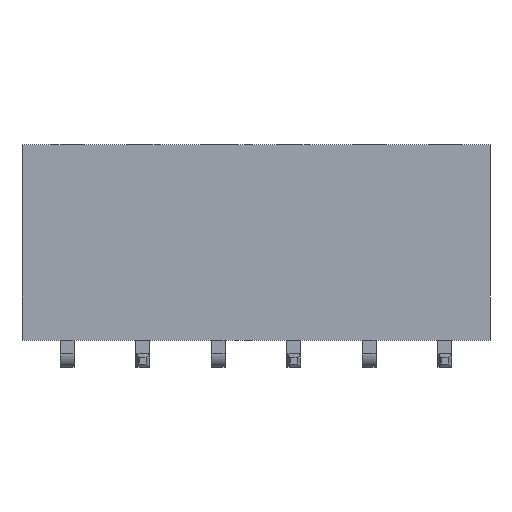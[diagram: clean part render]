
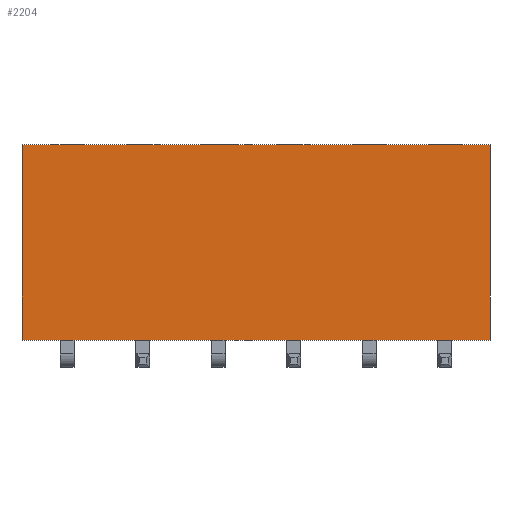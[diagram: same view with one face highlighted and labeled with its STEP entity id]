
A CAD part, front view. The second image highlights one B-rep face of the part: STEP entity #2204.
In plain terms, the highlighted planar face has unit normal (0, -1, 0).
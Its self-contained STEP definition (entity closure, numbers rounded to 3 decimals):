
#108=FACE_OUTER_BOUND('',#252,.T.);
#252=EDGE_LOOP('',(#1667,#1668,#1669,#1670));
#454=LINE('',#3279,#748);
#462=LINE('',#3294,#756);
#463=LINE('',#3296,#757);
#464=LINE('',#3297,#758);
#748=VECTOR('',#2670,10.);
#756=VECTOR('',#2682,10.);
#757=VECTOR('',#2685,10.);
#758=VECTOR('',#2686,10.);
#993=VERTEX_POINT('',#3275);
#995=VERTEX_POINT('',#3278);
#999=VERTEX_POINT('',#3290);
#1000=VERTEX_POINT('',#3292);
#1230=EDGE_CURVE('',#993,#995,#454,.T.);
#1238=EDGE_CURVE('',#999,#1000,#462,.T.);
#1239=EDGE_CURVE('',#999,#993,#463,.T.);
#1240=EDGE_CURVE('',#995,#1000,#464,.T.);
#1667=ORIENTED_EDGE('',*,*,#1239,.F.);
#1668=ORIENTED_EDGE('',*,*,#1238,.T.);
#1669=ORIENTED_EDGE('',*,*,#1240,.F.);
#1670=ORIENTED_EDGE('',*,*,#1230,.F.);
#2078=PLANE('',#2356);
#2204=ADVANCED_FACE('',(#108),#2078,.T.);
#2356=AXIS2_PLACEMENT_3D('',#3295,#2683,#2684);
#2670=DIRECTION('',(1.,0.,0.));
#2682=DIRECTION('',(1.,0.,0.));
#2683=DIRECTION('center_axis',(0.,-1.,0.));
#2684=DIRECTION('ref_axis',(0.,0.,-1.));
#2685=DIRECTION('',(0.,0.,1.));
#2686=DIRECTION('',(0.,0.,-1.));
#3275=CARTESIAN_POINT('',(-1.52,-1.27,7.5));
#3278=CARTESIAN_POINT('',(14.22,-1.27,7.5));
#3279=CARTESIAN_POINT('',(-1.52,-1.27,7.5));
#3290=CARTESIAN_POINT('',(-1.52,-1.27,0.92));
#3292=CARTESIAN_POINT('',(14.22,-1.27,0.92));
#3294=CARTESIAN_POINT('',(-1.52,-1.27,0.92));
#3295=CARTESIAN_POINT('Origin',(-1.52,-1.27,7.5));
#3296=CARTESIAN_POINT('',(-1.52,-1.27,0.92));
#3297=CARTESIAN_POINT('',(14.22,-1.27,0.92));
